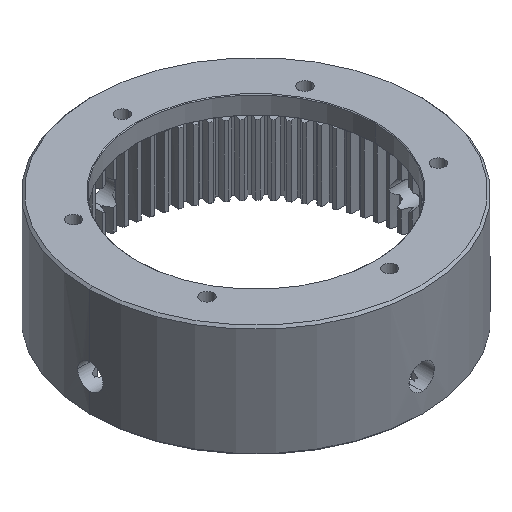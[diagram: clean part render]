
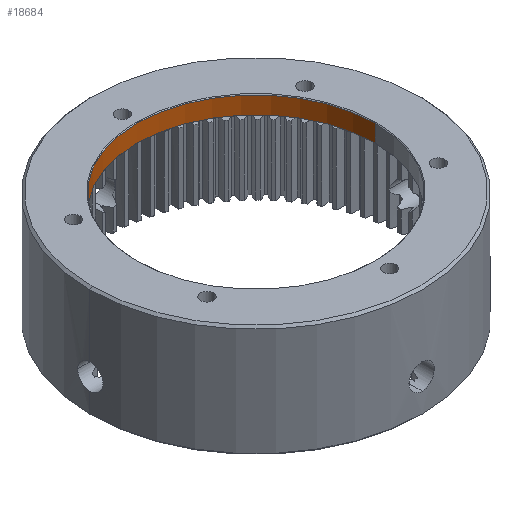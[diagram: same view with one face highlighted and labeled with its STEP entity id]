
A CAD part, isometric view. The second image highlights one B-rep face of the part: STEP entity #18684.
In plain terms, the highlighted cylindrical face has radius 165 mm (diameter 330 mm), a partial arc.
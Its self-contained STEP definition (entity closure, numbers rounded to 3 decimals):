
#25 = VERTEX_POINT ( 'NONE', #21074 ) ;
#374 = DIRECTION ( 'NONE',  ( 1., 0., 0. ) ) ;
#375 = DIRECTION ( 'NONE',  ( 0., 0., -1. ) ) ;
#376 = CARTESIAN_POINT ( 'NONE',  ( 0., 0., 130.2 ) ) ;
#377 = AXIS2_PLACEMENT_3D ( 'NONE', #376, #375, #374 ) ;
#378 = CIRCLE ( 'NONE', #377, 165. ) ;
#379 = CARTESIAN_POINT ( 'NONE',  ( 0., 0., 154. ) ) ;
#427 = DIRECTION ( 'NONE',  ( 1., 0., 0. ) ) ;
#428 = DIRECTION ( 'NONE',  ( 0., 0., 1. ) ) ;
#429 = AXIS2_PLACEMENT_3D ( 'NONE', #379, #428, #427 ) ;
#430 = CIRCLE ( 'NONE', #429, 165. ) ;
#554 = DIRECTION ( 'NONE',  ( 1., 0., 0. ) ) ;
#555 = DIRECTION ( 'NONE',  ( 0., 0., 1. ) ) ;
#556 = AXIS2_PLACEMENT_3D ( 'NONE', #559, #555, #554 ) ;
#559 = CARTESIAN_POINT ( 'NONE',  ( 0., 0., -0.001 ) ) ;
#560 = CYLINDRICAL_SURFACE ( 'NONE', #556, 165. ) ;
#561 = FACE_OUTER_BOUND ( 'NONE', #18604, .T. ) ;
#4454 = DIRECTION ( 'NONE',  ( 0., 0., 1. ) ) ;
#4455 = VECTOR ( 'NONE', #4454, 1000. ) ;
#4456 = CARTESIAN_POINT ( 'NONE',  ( 165., 0., -0.001 ) ) ;
#4457 = LINE ( 'NONE', #4456, #4455 ) ;
#4700 = DIRECTION ( 'NONE',  ( 0., 0., 1. ) ) ;
#4701 = VECTOR ( 'NONE', #4700, 1000. ) ;
#4702 = CARTESIAN_POINT ( 'NONE',  ( -165., 0., -0.001 ) ) ;
#4707 = LINE ( 'NONE', #4702, #4701 ) ;
#7397 = CARTESIAN_POINT ( 'NONE',  ( -165., 0., 154. ) ) ;
#7547 = CARTESIAN_POINT ( 'NONE',  ( 165., 0., 154. ) ) ;
#8087 = CARTESIAN_POINT ( 'NONE',  ( 165., 0., 130.2 ) ) ;
#18604 = EDGE_LOOP ( 'NONE', ( #18605, #18606, #18608, #18609 ) ) ;
#18605 = ORIENTED_EDGE ( 'NONE', *, *, #19979, .F. ) ;
#18606 = ORIENTED_EDGE ( 'NONE', *, *, #18607, .T. ) ;
#18607 = EDGE_CURVE ( 'NONE', #25, #22898, #378, .T. ) ;
#18608 = ORIENTED_EDGE ( 'NONE', *, *, #19910, .T. ) ;
#18609 = ORIENTED_EDGE ( 'NONE', *, *, #18610, .T. ) ;
#18610 = EDGE_CURVE ( 'NONE', #20913, #20837, #430, .T. ) ;
#18684 = ADVANCED_FACE ( 'NONE', ( #561 ), #560, .F. ) ;
#19910 = EDGE_CURVE ( 'NONE', #22898, #20913, #4457, .T. ) ;
#19979 = EDGE_CURVE ( 'NONE', #25, #20837, #4707, .T. ) ;
#20837 = VERTEX_POINT ( 'NONE', #7397 ) ;
#20913 = VERTEX_POINT ( 'NONE', #7547 ) ;
#21074 = CARTESIAN_POINT ( 'NONE',  ( -165., 0., 130.2 ) ) ;
#22898 = VERTEX_POINT ( 'NONE', #8087 ) ;
